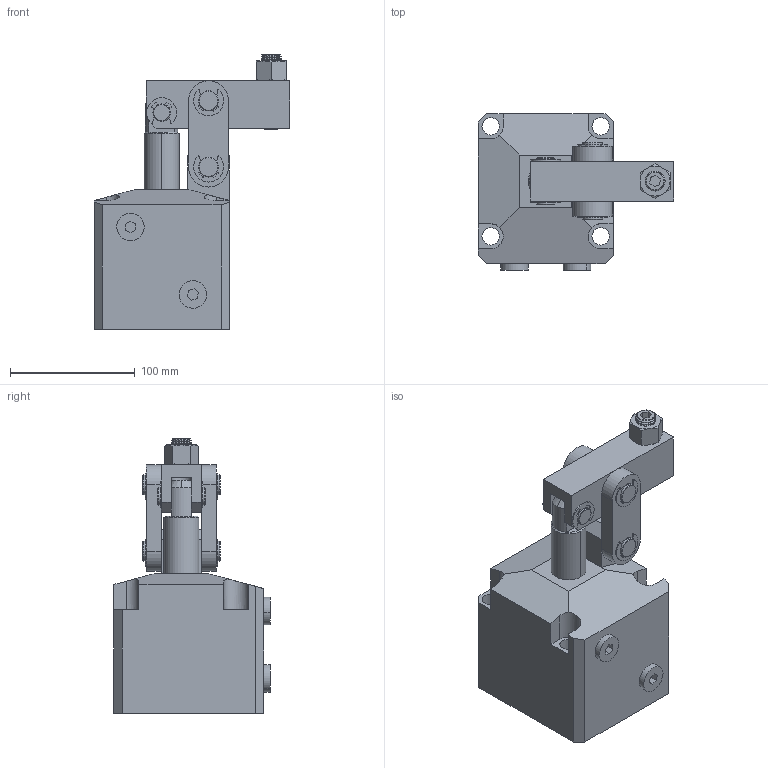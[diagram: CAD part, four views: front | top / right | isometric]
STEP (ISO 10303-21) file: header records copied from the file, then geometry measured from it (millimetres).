
FILE_DESCRIPTION (( 'STEP AP203' ), '1' );
FILE_NAME ('蚾饜极CBLU-70GR.STEP', '2019-04-16T01:12:06', ( '' ), ( '' ), 'SwSTEP 2.0', 'SolidWorks 2017', '' );
FILE_SCHEMA (( 'CONFIG_CONTROL_DESIGN' ));
Length unit declared in the file: millimetre
Products named in the file (11): socket set screw cup point_iso_ISO 4029 - M16 x 60-S; 70活塞杆_1; 囀鞠褒黑芛郔陔3-8; hex nut gradec_iso_Hexagon Nut ISO - 4034 - M16 - S; CBLU-70GR掛极_1_1; 70揤旋_1; 錨璃LG; 蚾饜极CBLU-70GR; CK; 傻种; 酗种
Assembly tree (18 placements, depth 2):
  蚾饜极CBLU-70GR
    CBLU-70GR掛极_1_1
    70活塞杆_1
    70揤旋_1
    錨璃LG  x2
    傻种
    酗种  x2
    CK  x6
    hex nut gradec_iso_Hexagon Nut ISO - 4034 - M16 - S
    socket set screw cup point_iso_ISO 4029 - M16 x 60-S
    囀鞠褒黑芛郔陔3-8  x2
Bounding box: 156.5 x 125 x 220 mm (x, y, z)
Volume: 1400056.2 mm3; surface area: 199882.2 mm2
Topology: 19 solids, 19 shells, 670 faces, 1637 edges, 1025 vertices
Faces by surface type: cylinder 300, cone 202, plane 168
Entity records: 15370 total; most frequent: DIRECTION 2648, CARTESIAN_POINT 2520, ORIENTED_EDGE 2260, EDGE_CURVE 1130, AXIS2_PLACEMENT_3D 1053, VERTEX_POINT 693, CIRCLE 553, LINE 542
